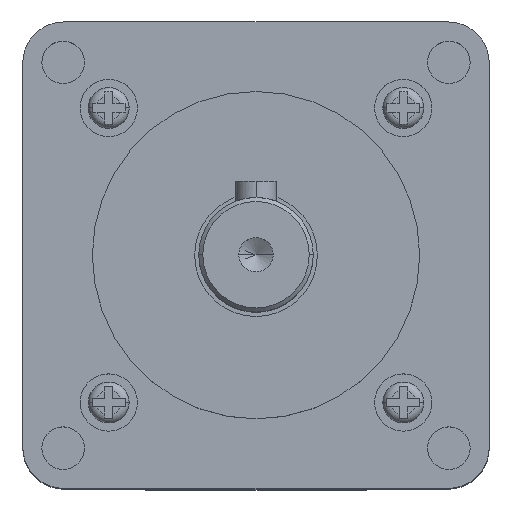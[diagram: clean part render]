
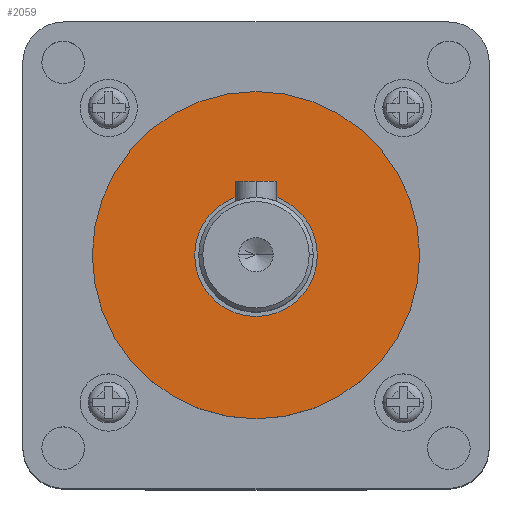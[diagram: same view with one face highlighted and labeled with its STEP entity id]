
A CAD part, top view. The second image highlights one B-rep face of the part: STEP entity #2059.
In plain terms, the highlighted planar face has unit normal (0, 0, 1).
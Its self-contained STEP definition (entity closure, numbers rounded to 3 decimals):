
#42 = ORIENTED_EDGE ( 'NONE', *, *, #5150, .T. ) ;
#63 = DIRECTION ( 'NONE',  ( 1., 0., 0. ) ) ;
#191 = VERTEX_POINT ( 'NONE', #4539 ) ;
#320 = DIRECTION ( 'NONE',  ( 0., 0., 1. ) ) ;
#401 = AXIS2_PLACEMENT_3D ( 'NONE', #5155, #2634, #63 ) ;
#405 = CARTESIAN_POINT ( 'NONE',  ( 44.22, -16.26, 113. ) ) ;
#505 = CARTESIAN_POINT ( 'NONE',  ( 51.72, -16.26, 113. ) ) ;
#528 = CARTESIAN_POINT ( 'NONE',  ( 36.72, -16.26, 113. ) ) ;
#678 = EDGE_CURVE ( 'NONE', #1148, #834, #2350, .T. ) ;
#834 = VERTEX_POINT ( 'NONE', #505 ) ;
#836 = DIRECTION ( 'NONE',  ( 1., 0., 0. ) ) ;
#864 = EDGE_LOOP ( 'NONE', ( #1445, #3376 ) ) ;
#1016 = EDGE_CURVE ( 'NONE', #5139, #191, #5106, .T. ) ;
#1139 = DIRECTION ( 'NONE',  ( 1., 0., 0. ) ) ;
#1148 = VERTEX_POINT ( 'NONE', #528 ) ;
#1434 = AXIS2_PLACEMENT_3D ( 'NONE', #5377, #3701, #1139 ) ;
#1445 = ORIENTED_EDGE ( 'NONE', *, *, #678, .F. ) ;
#2059 = ADVANCED_FACE ( 'NONE', ( #3318, #4297 ), #4523, .T. ) ;
#2350 = CIRCLE ( 'NONE', #401, 7.5 ) ;
#2514 = CARTESIAN_POINT ( 'NONE',  ( 44.22, -16.26, 113. ) ) ;
#2615 = EDGE_CURVE ( 'NONE', #834, #1148, #4129, .T. ) ;
#2634 = DIRECTION ( 'NONE',  ( 0., 0., 1. ) ) ;
#2871 = CARTESIAN_POINT ( 'NONE',  ( 44.22, -16.26, 113. ) ) ;
#2925 = DIRECTION ( 'NONE',  ( 1., 0., 0. ) ) ;
#3312 = DIRECTION ( 'NONE',  ( 1., 0., 0. ) ) ;
#3318 = FACE_BOUND ( 'NONE', #864, .T. ) ;
#3376 = ORIENTED_EDGE ( 'NONE', *, *, #2615, .F. ) ;
#3396 = DIRECTION ( 'NONE',  ( 0., 0., 1. ) ) ;
#3701 = DIRECTION ( 'NONE',  ( 0., 0., 1. ) ) ;
#4129 = CIRCLE ( 'NONE', #5201, 7.5 ) ;
#4132 = CIRCLE ( 'NONE', #4651, 20. ) ;
#4297 = FACE_OUTER_BOUND ( 'NONE', #5354, .T. ) ;
#4523 = PLANE ( 'NONE',  #1434 ) ;
#4539 = CARTESIAN_POINT ( 'NONE',  ( 24.22, -16.26, 113. ) ) ;
#4586 = AXIS2_PLACEMENT_3D ( 'NONE', #405, #3396, #836 ) ;
#4651 = AXIS2_PLACEMENT_3D ( 'NONE', #2514, #5471, #2925 ) ;
#5015 = CARTESIAN_POINT ( 'NONE',  ( 64.22, -16.26, 113. ) ) ;
#5106 = CIRCLE ( 'NONE', #4586, 20. ) ;
#5139 = VERTEX_POINT ( 'NONE', #5015 ) ;
#5150 = EDGE_CURVE ( 'NONE', #191, #5139, #4132, .T. ) ;
#5155 = CARTESIAN_POINT ( 'NONE',  ( 44.22, -16.26, 113. ) ) ;
#5201 = AXIS2_PLACEMENT_3D ( 'NONE', #2871, #320, #3312 ) ;
#5354 = EDGE_LOOP ( 'NONE', ( #42, #5367 ) ) ;
#5367 = ORIENTED_EDGE ( 'NONE', *, *, #1016, .T. ) ;
#5377 = CARTESIAN_POINT ( 'NONE',  ( 44.22, -16.26, 113. ) ) ;
#5471 = DIRECTION ( 'NONE',  ( 0., 0., 1. ) ) ;
